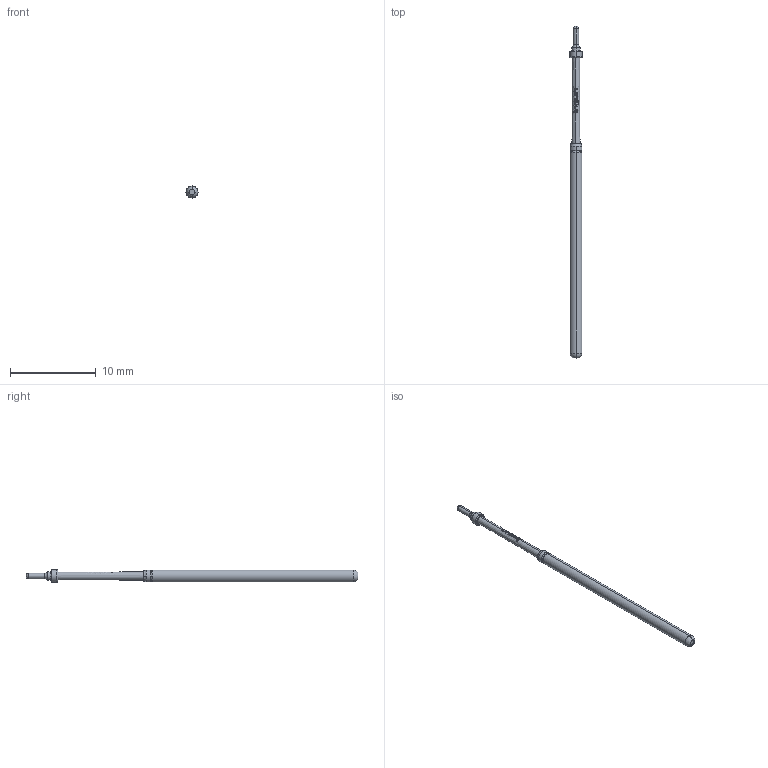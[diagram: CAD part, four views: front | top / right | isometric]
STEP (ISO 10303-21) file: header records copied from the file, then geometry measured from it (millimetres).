
FILE_DESCRIPTION (( 'STEP AP203' ), '1' );
FILE_NAME ('INGUN_GKS-135_305_064_A_xx00_Q2.STEP', '2022-01-26T10:43:56', ( 'ochi' ), ( '' ), 'SwSTEP 2.0', 'SolidWorks 2018', '' );
FILE_SCHEMA (( 'CONFIG_CONTROL_DESIGN' ));
Length unit declared in the file: millimetre
Products named in the file (1): INGUN_GKS-135_305_064_A_xx00_Q2
Bounding box: 1.42 x 38.7 x 1.42 mm (x, y, z)
Volume: 45.5 mm3; surface area: 149.3 mm2
Topology: 1 solids, 1 shells, 107 faces, 291 edges, 187 vertices
Faces by surface type: bspline 62, torus 16, cylinder 12, cone 12, plane 3, sphere 2
Entity records: 4474 total; most frequent: CARTESIAN_POINT 2262, ORIENTED_EDGE 574, EDGE_CURVE 287, DIRECTION 235, B_SPLINE_CURVE_WITH_KNOTS 204, VERTEX_POINT 185, EDGE_LOOP 110, ADVANCED_FACE 107
